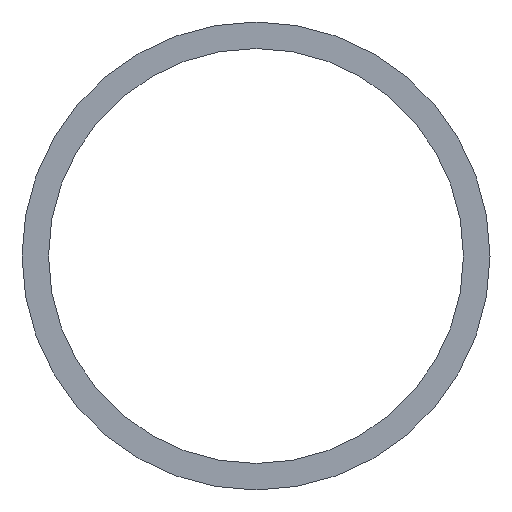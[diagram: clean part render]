
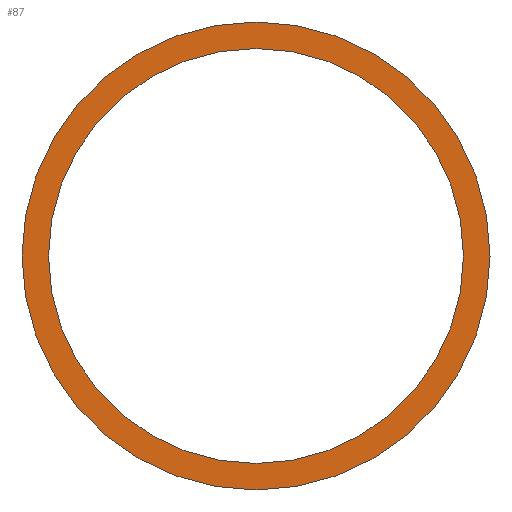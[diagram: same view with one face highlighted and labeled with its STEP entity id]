
A CAD part, left-side view. The second image highlights one B-rep face of the part: STEP entity #87.
In plain terms, the highlighted planar face has unit normal (-1, 0, 0).
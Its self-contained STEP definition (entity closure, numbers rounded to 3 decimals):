
#55 = EDGE_CURVE( '', #65, #63, #126, .T. );
#57 = VERTEX_POINT( '', #128 );
#63 = VERTEX_POINT( '', #134 );
#65 = VERTEX_POINT( '', #136 );
#67 = VERTEX_POINT( '', #138 );
#77 = EDGE_CURVE( '', #63, #65, #148, .T. );
#87 = ADVANCED_FACE( '', ( #161, #162 ), #163, .F. );
#95 = EDGE_CURVE( '', #67, #57, #173, .T. );
#103 = EDGE_CURVE( '', #57, #67, #181, .T. );
#126 = CIRCLE( '', #195, 90. );
#128 = CARTESIAN_POINT( '', ( 0., 0., 79.8 ) );
#134 = CARTESIAN_POINT( '', ( 0., 0., 90. ) );
#136 = CARTESIAN_POINT( '', ( 0., 0., -90. ) );
#138 = CARTESIAN_POINT( '', ( 0., 0., -79.8 ) );
#148 = CIRCLE( '', #221, 90. );
#161 = FACE_OUTER_BOUND( '', #235, .T. );
#162 = FACE_BOUND( '', #236, .T. );
#163 = PLANE( '', #237 );
#173 = CIRCLE( '', #250, 79.8 );
#181 = CIRCLE( '', #264, 79.8 );
#195 = AXIS2_PLACEMENT_3D( '', #274, #275, #276 );
#221 = AXIS2_PLACEMENT_3D( '', #285, #286, #287 );
#235 = EDGE_LOOP( '', ( #308, #309 ) );
#236 = EDGE_LOOP( '', ( #310, #311 ) );
#237 = AXIS2_PLACEMENT_3D( '', #312, #313, #314 );
#250 = AXIS2_PLACEMENT_3D( '', #332, #333, #334 );
#264 = AXIS2_PLACEMENT_3D( '', #340, #341, #342 );
#274 = CARTESIAN_POINT( '', ( 0., 0., 0. ) );
#275 = DIRECTION( '', ( 1., 0., 0. ) );
#276 = DIRECTION( '', ( 0., 0., -1. ) );
#285 = CARTESIAN_POINT( '', ( 0., 0., 0. ) );
#286 = DIRECTION( '', ( 1., 0., 0. ) );
#287 = DIRECTION( '', ( 0., 0., -1. ) );
#308 = ORIENTED_EDGE( '', *, *, #55, .F. );
#309 = ORIENTED_EDGE( '', *, *, #77, .F. );
#310 = ORIENTED_EDGE( '', *, *, #95, .T. );
#311 = ORIENTED_EDGE( '', *, *, #103, .T. );
#312 = CARTESIAN_POINT( '', ( 0., 0., 0. ) );
#313 = DIRECTION( '', ( 1., 0., 0. ) );
#314 = DIRECTION( '', ( 0., 0., -1. ) );
#332 = CARTESIAN_POINT( '', ( 0., 0., 0. ) );
#333 = DIRECTION( '', ( 1., 0., 0. ) );
#334 = DIRECTION( '', ( 0., 0., -1. ) );
#340 = CARTESIAN_POINT( '', ( 0., 0., 0. ) );
#341 = DIRECTION( '', ( 1., 0., 0. ) );
#342 = DIRECTION( '', ( 0., 0., -1. ) );
